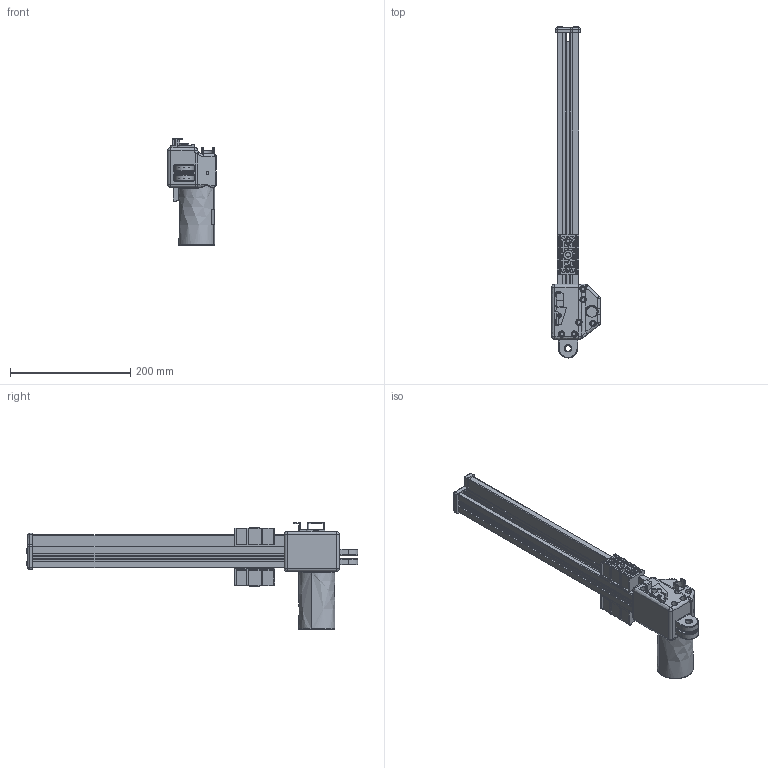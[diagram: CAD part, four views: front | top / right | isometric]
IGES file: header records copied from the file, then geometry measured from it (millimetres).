
Start section: SolidWorks IGES file using analytic representation for surfaces
Global section: file name: Betadrive ECO.IGS; native system: SolidWorks 2014; preprocessor: SolidWorks 2014; author: ckuhn; date: 160304.081654; units: millimetre
Bounding box: 81 x 551.6 x 176.9 mm (x, y, z)
Surface area: 316977.7 mm2 (no closed solid volume)
Topology: 0 solids, 0 shells, 939 faces, 9397 edges, 9378 vertices
Faces by surface type: bspline 637, revolution 302
